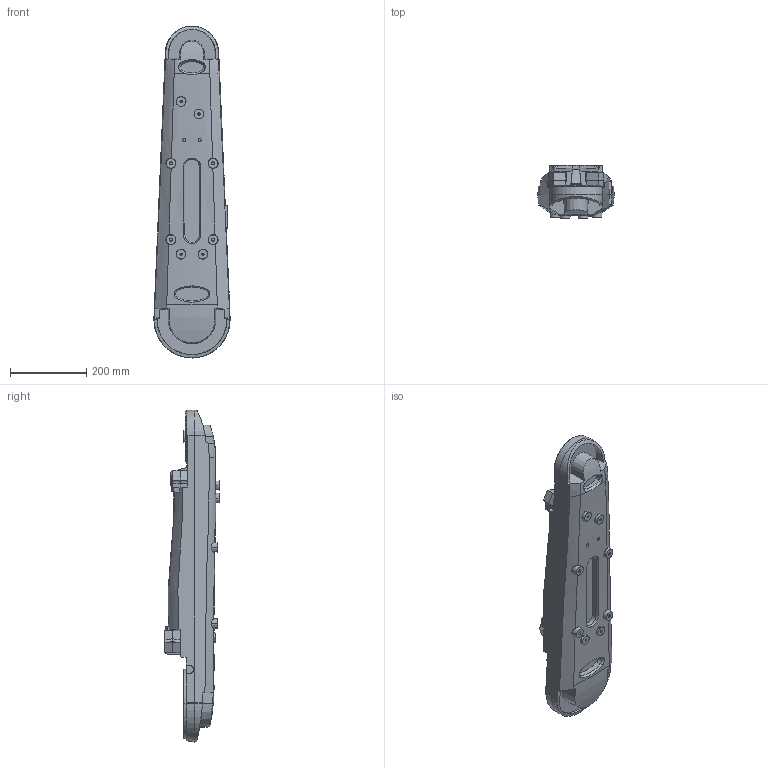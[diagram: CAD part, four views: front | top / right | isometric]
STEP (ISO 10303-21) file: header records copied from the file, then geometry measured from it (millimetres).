
FILE_DESCRIPTION (( 'STEP AP203' ), '1' );
FILE_NAME ('Link2_Default_sldprt.STEP', '2020-04-16T14:26:40', ( '' ), ( '' ), 'SwSTEP 2.0', 'SolidWorks 2018', '' );
FILE_SCHEMA (( 'CONFIG_CONTROL_DESIGN' ));
Length unit declared in the file: millimetre
Products named in the file (1): Link2_Default_sldprt
Bounding box: 200 x 141.6 x 870 mm (x, y, z)
Volume: 11989693.7 mm3; surface area: 528999.8 mm2
Topology: 5 solids, 11 shells, 431 faces, 1050 edges, 664 vertices
Faces by surface type: plane 224, cone 121, bspline 45, cylinder 39, torus 2
Entity records: 18387 total; most frequent: CARTESIAN_POINT 8710, ORIENTED_EDGE 2088, DIRECTION 1792, EDGE_CURVE 1044, VERTEX_POINT 664, AXIS2_PLACEMENT_3D 617, VECTOR 558, LINE 558
